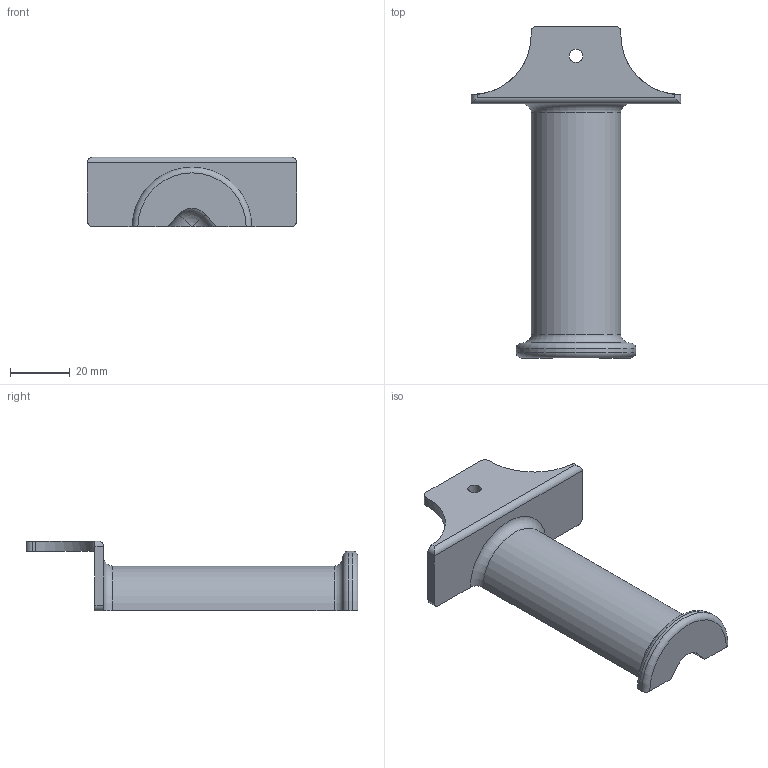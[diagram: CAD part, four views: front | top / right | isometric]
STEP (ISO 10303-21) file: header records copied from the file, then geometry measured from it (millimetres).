
FILE_DESCRIPTION(/* description */ ('FreeCAD Model'),/* implementation_level */ '2;1');
FILE_NAME(/* name */ 'Spool Holder.stp',/* time_stamp */ '2019-04-02T19:34:41+01:00',/* author */ ('Ax'),/* organization */ (''),/* preprocessor_version */ 'ST-DEVELOPER v17.2',/* originating_system */ 'Autodesk Inventor 2019',/* authorisation */ 'Unknown');
FILE_SCHEMA (('AUTOMOTIVE_DESIGN { 1 0 10303 214 3 1 1 }'));
Length unit declared in the file: millimetre
Products named in the file (1): Spool Holder
Bounding box: 70 x 111 x 23.4 mm (x, y, z)
Volume: 33848.1 mm3; surface area: 12992.7 mm2
Topology: 1 solids, 1 shells, 35 faces, 97 edges, 63 vertices
Faces by surface type: plane 15, cylinder 15, torus 4, sphere 1
Full cylindrical faces by diameter (mm): 4.4 x1
Entity records: 1340 total; most frequent: CARTESIAN_POINT 357, DIRECTION 208, ORIENTED_EDGE 192, EDGE_CURVE 96, AXIS2_PLACEMENT_3D 78, VERTEX_POINT 63, LINE 52, VECTOR 52
